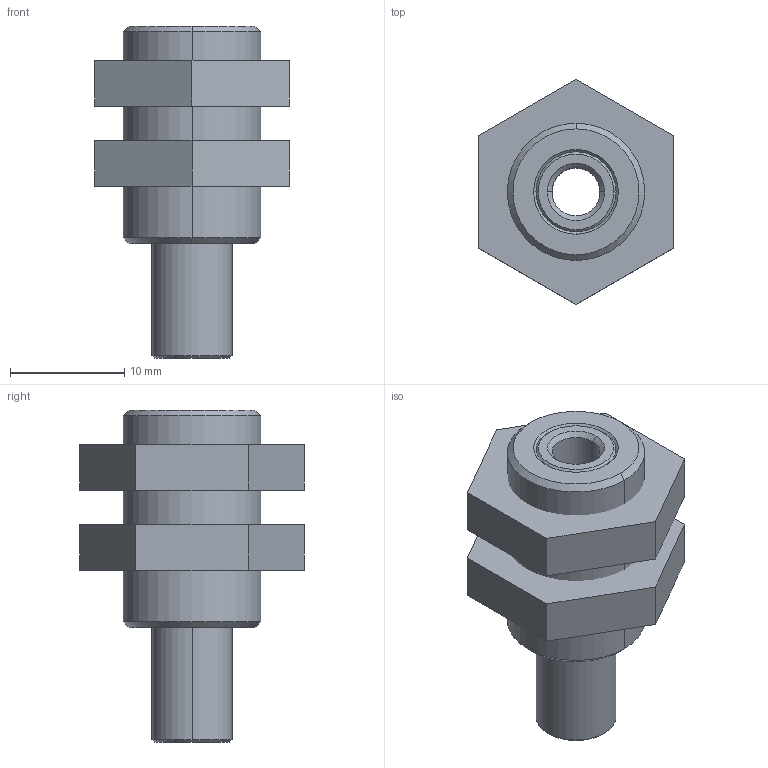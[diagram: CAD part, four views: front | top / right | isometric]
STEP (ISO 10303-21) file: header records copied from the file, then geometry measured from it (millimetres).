
FILE_DESCRIPTION(('STEP AP214'),'1');
FILE_NAME('COVAL_TS105N.stp','2017-12-27T18:46:26',('TraceParts'),('TraceParts S.A.'),'Spatial InterOp 3D',' ',' ');
FILE_SCHEMA(('automotive_design'));
Length unit declared in the file: millimetre
Products named in the file (4): COVAL_TS105N_1; COVAL_TS105N_2; COVAL_TS105N_3; COVAL_TS105N_4
Bounding box: 17 x 19.63 x 29 mm (x, y, z)
Volume: 3467.3 mm3; surface area: 3715.9 mm2
Topology: 4 solids, 4 shells, 48 faces, 104 edges, 64 vertices
Faces by surface type: plane 20, cone 16, cylinder 12
Entity records: 1794 total; most frequent: DIRECTION 248, CARTESIAN_POINT 220, ORIENTED_EDGE 208, EDGE_CURVE 104, AXIS2_PLACEMENT_3D 92, VERTEX_POINT 64, LINE 64, VECTOR 64
